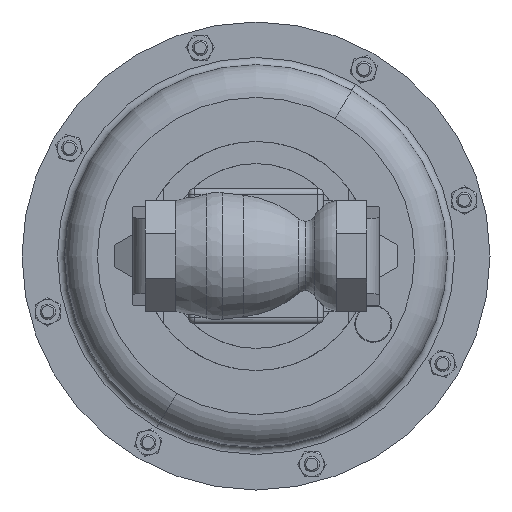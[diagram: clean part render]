
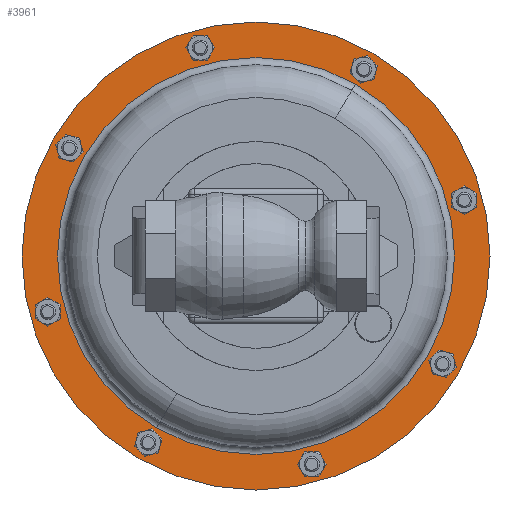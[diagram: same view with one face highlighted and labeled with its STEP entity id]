
A CAD part, front view. The second image highlights one B-rep face of the part: STEP entity #3961.
In plain terms, the highlighted planar face has unit normal (0, -1, 0).
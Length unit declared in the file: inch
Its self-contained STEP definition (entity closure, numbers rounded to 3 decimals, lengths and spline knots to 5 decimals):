
#311 = CIRCLE ( 'NONE', #8778, 4.029 ) ;
#514 = DIRECTION ( 'NONE',  ( 0., 1., 0. ) ) ;
#720 = VERTEX_POINT ( 'NONE', #6718 ) ;
#1542 = EDGE_CURVE ( 'NONE', #6025, #8466, #311, .T. ) ;
#1595 = FACE_OUTER_BOUND ( 'NONE', #17812, .T. ) ;
#1811 = CARTESIAN_POINT ( 'NONE',  ( -2.0145, 8.835, -3.48922 ) ) ;
#2355 = AXIS2_PLACEMENT_3D ( 'NONE', #17099, #7158, #17149 ) ;
#3031 = EDGE_CURVE ( 'NONE', #720, #10643, #9447, .T. ) ;
#3525 = DIRECTION ( 'NONE',  ( 0., 1., 0. ) ) ;
#3587 = EDGE_CURVE ( 'NONE', #10643, #720, #5619, .T. ) ;
#3961 = ADVANCED_FACE ( 'NONE', ( #10080, #1595 ), #18486, .T. ) ;
#5046 = CARTESIAN_POINT ( 'NONE',  ( -2.375, 8.835, -4.11362 ) ) ;
#5619 = CIRCLE ( 'NONE', #5923, 4.75 ) ;
#5923 = AXIS2_PLACEMENT_3D ( 'NONE', #12045, #3525, #13501 ) ;
#6025 = VERTEX_POINT ( 'NONE', #1811 ) ;
#6087 = ORIENTED_EDGE ( 'NONE', *, *, #7883, .T. ) ;
#6156 = CARTESIAN_POINT ( 'NONE',  ( 0., 8.835, 0. ) ) ;
#6218 = DIRECTION ( 'NONE',  ( 0.5, 0., 0.866 ) ) ;
#6488 = EDGE_LOOP ( 'NONE', ( #6087, #16747 ) ) ;
#6718 = CARTESIAN_POINT ( 'NONE',  ( 2.375, 8.835, 4.11362 ) ) ;
#7158 = DIRECTION ( 'NONE',  ( 0., -1., 0. ) ) ;
#7567 = DIRECTION ( 'NONE',  ( 0.5, 0., 0.866 ) ) ;
#7883 = EDGE_CURVE ( 'NONE', #8466, #6025, #16169, .T. ) ;
#8466 = VERTEX_POINT ( 'NONE', #17145 ) ;
#8559 = AXIS2_PLACEMENT_3D ( 'NONE', #8938, #14761, #6218 ) ;
#8778 = AXIS2_PLACEMENT_3D ( 'NONE', #9072, #514, #10493 ) ;
#8938 = CARTESIAN_POINT ( 'NONE',  ( 0., 8.835, 0. ) ) ;
#9008 = ORIENTED_EDGE ( 'NONE', *, *, #3031, .F. ) ;
#9072 = CARTESIAN_POINT ( 'NONE',  ( 0., 8.835, 0. ) ) ;
#9236 = AXIS2_PLACEMENT_3D ( 'NONE', #6156, #16113, #7567 ) ;
#9447 = CIRCLE ( 'NONE', #8559, 4.75 ) ;
#10080 = FACE_BOUND ( 'NONE', #6488, .T. ) ;
#10493 = DIRECTION ( 'NONE',  ( 0.5, 0., 0.866 ) ) ;
#10643 = VERTEX_POINT ( 'NONE', #5046 ) ;
#12045 = CARTESIAN_POINT ( 'NONE',  ( 0., 8.835, 0. ) ) ;
#13501 = DIRECTION ( 'NONE',  ( 0.5, 0., 0.866 ) ) ;
#14320 = ORIENTED_EDGE ( 'NONE', *, *, #3587, .F. ) ;
#14761 = DIRECTION ( 'NONE',  ( 0., 1., 0. ) ) ;
#16113 = DIRECTION ( 'NONE',  ( 0., 1., 0. ) ) ;
#16169 = CIRCLE ( 'NONE', #9236, 4.029 ) ;
#16747 = ORIENTED_EDGE ( 'NONE', *, *, #1542, .T. ) ;
#17099 = CARTESIAN_POINT ( 'NONE',  ( 4.11362, 8.835, -2.375 ) ) ;
#17145 = CARTESIAN_POINT ( 'NONE',  ( 2.0145, 8.835, 3.48922 ) ) ;
#17149 = DIRECTION ( 'NONE',  ( -0.5, 0., -0.866 ) ) ;
#17812 = EDGE_LOOP ( 'NONE', ( #9008, #14320 ) ) ;
#18486 = PLANE ( 'NONE',  #2355 ) ;
